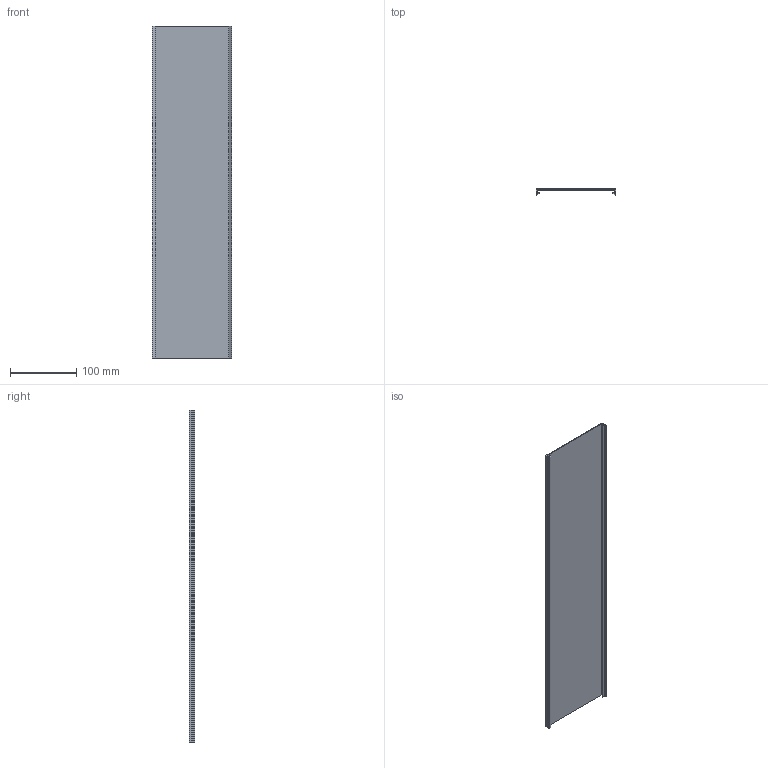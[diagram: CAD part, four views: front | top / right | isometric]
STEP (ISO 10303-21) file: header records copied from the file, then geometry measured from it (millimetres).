
FILE_DESCRIPTION (( 'STEP AP214' ), '1' );
FILE_NAME ('署赅_镥痿铌铕钺郷Cov_120.STEP', '2018-11-14T09:13:48', ( '' ), ( '' ), 'SwSTEP 2.0', 'SolidWorks 2016', '' );
FILE_SCHEMA (( 'AUTOMOTIVE_DESIGN' ));
Length unit declared in the file: millimetre
Products named in the file (1): 署赅_镥痿铌铕钺郷Cov_120
Bounding box: 120.38 x 8.78 x 500 mm (x, y, z)
Volume: 105936 mm3; surface area: 165484.3 mm2
Topology: 3 solids, 3 shells, 92 faces, 258 edges, 172 vertices
Faces by surface type: cylinder 48, plane 44
Entity records: 3776 total; most frequent: DIRECTION 540, CARTESIAN_POINT 523, ORIENTED_EDGE 516, EDGE_CURVE 258, AXIS2_PLACEMENT_3D 189, VERTEX_POINT 172, LINE 162, VECTOR 162
